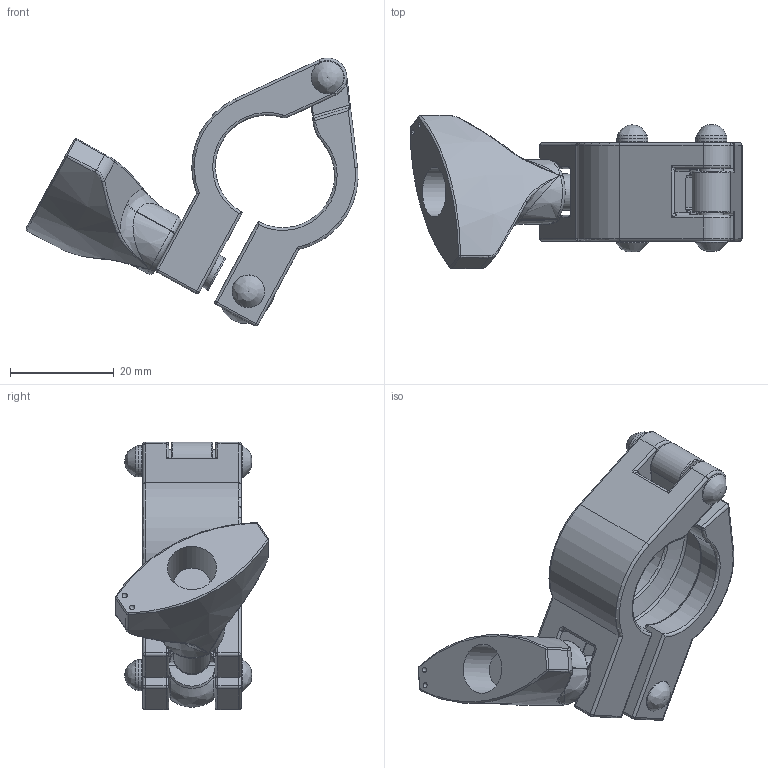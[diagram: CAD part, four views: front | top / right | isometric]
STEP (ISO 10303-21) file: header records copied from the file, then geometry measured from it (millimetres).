
FILE_DESCRIPTION(/* description */ (''),/* implementation_level */ '2;1');
FILE_NAME(/* name */ '900075.stp',/* time_stamp */ '2022-02-16T08:33:16+01:00',/* author */ ('rasmus'),/* organization */ (''),/* preprocessor_version */ 'ST-DEVELOPER v18.1',/* originating_system */ 'Autodesk Inventor 2022',/* authorisation */ '');
FILE_SCHEMA (('AUTOMOTIVE_DESIGN { 1 0 10303 214 3 1 1 }'));
Length unit declared in the file: millimetre
Products named in the file (1): 900075
Bounding box: 64.11 x 29.62 x 51.75 mm (x, y, z)
Volume: 15979 mm3; surface area: 11000.6 mm2
Topology: 2 solids, 3 shells, 330 faces, 770 edges, 420 vertices
Faces by surface type: cylinder 104, bspline 102, torus 49, plane 46, sphere 22, cone 7
Full cylindrical faces by diameter (mm): 4.5 x2, 5 x4, 6 x2, 7 x2, 9.5 x1
Entity records: 12761 total; most frequent: CARTESIAN_POINT 5547, ORIENTED_EDGE 1466, DIRECTION 1353, EDGE_CURVE 733, AXIS2_PLACEMENT_3D 580, VERTEX_POINT 420, EDGE_LOOP 349, STYLED_ITEM 332
